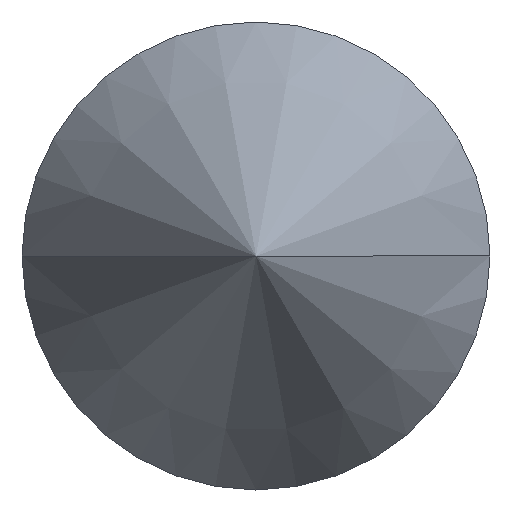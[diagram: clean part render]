
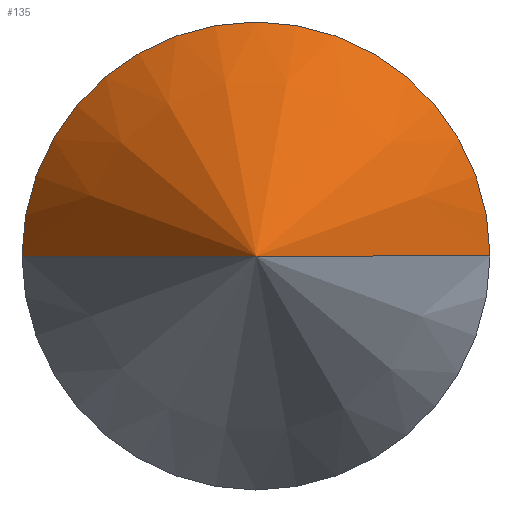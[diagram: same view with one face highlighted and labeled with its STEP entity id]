
A CAD part, front view. The second image highlights one B-rep face of the part: STEP entity #135.
In plain terms, the highlighted conical face has half-angle 30 degrees and reference radius 577.35 mm.
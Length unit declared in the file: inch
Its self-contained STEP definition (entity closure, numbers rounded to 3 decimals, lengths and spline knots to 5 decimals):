
#3 = ORIENTED_EDGE ( 'NONE', *, *, #244, .T. ) ;
#6 = CIRCLE ( 'NONE', #78, 0.0625 ) ;
#12 = AXIS2_PLACEMENT_3D ( 'NONE', #232, #176, #127 ) ;
#18 = VERTEX_POINT ( 'NONE', #126 ) ;
#19 = VERTEX_POINT ( 'NONE', #234 ) ;
#23 = DIRECTION ( 'NONE',  ( 0., -1., 0. ) ) ;
#75 = LINE ( 'NONE', #172, #153 ) ;
#78 = AXIS2_PLACEMENT_3D ( 'NONE', #80, #23, #124 ) ;
#80 = CARTESIAN_POINT ( 'NONE',  ( 0., 0.10825, 0. ) ) ;
#82 = LINE ( 'NONE', #168, #157 ) ;
#124 = DIRECTION ( 'NONE',  ( 1., 0., 0. ) ) ;
#126 = CARTESIAN_POINT ( 'NONE',  ( 0.0625, 0.10825, 0. ) ) ;
#127 = DIRECTION ( 'NONE',  ( -1., 0., 0. ) ) ;
#132 = FACE_OUTER_BOUND ( 'NONE', #245, .T. ) ;
#135 = ADVANCED_FACE ( 'NONE', ( #132 ), #236, .T. ) ;
#140 = DIRECTION ( 'NONE',  ( -0.5, 0.866, 0. ) ) ;
#153 = VECTOR ( 'NONE', #140, 39.37008 ) ;
#157 = VECTOR ( 'NONE', #205, 39.37008 ) ;
#163 = ORIENTED_EDGE ( 'NONE', *, *, #226, .F. ) ;
#168 = CARTESIAN_POINT ( 'NONE',  ( 0., 0., 0. ) ) ;
#171 = ORIENTED_EDGE ( 'NONE', *, *, #189, .T. ) ;
#172 = CARTESIAN_POINT ( 'NONE',  ( 0., 0., 0. ) ) ;
#176 = DIRECTION ( 'NONE',  ( 0., 1., 0. ) ) ;
#189 = EDGE_CURVE ( 'NONE', #19, #18, #82, .T. ) ;
#205 = DIRECTION ( 'NONE',  ( 0.5, 0.866, 0. ) ) ;
#226 = EDGE_CURVE ( 'NONE', #19, #229, #75, .T. ) ;
#229 = VERTEX_POINT ( 'NONE', #246 ) ;
#232 = CARTESIAN_POINT ( 'NONE',  ( 0., 39.37008, 0. ) ) ;
#234 = CARTESIAN_POINT ( 'NONE',  ( 0., 0., 0. ) ) ;
#236 = CONICAL_SURFACE ( 'NONE', #12, 22.73033, 0.524 ) ;
#244 = EDGE_CURVE ( 'NONE', #18, #229, #6, .T. ) ;
#245 = EDGE_LOOP ( 'NONE', ( #163, #171, #3 ) ) ;
#246 = CARTESIAN_POINT ( 'NONE',  ( -0.0625, 0.10825, 0. ) ) ;
